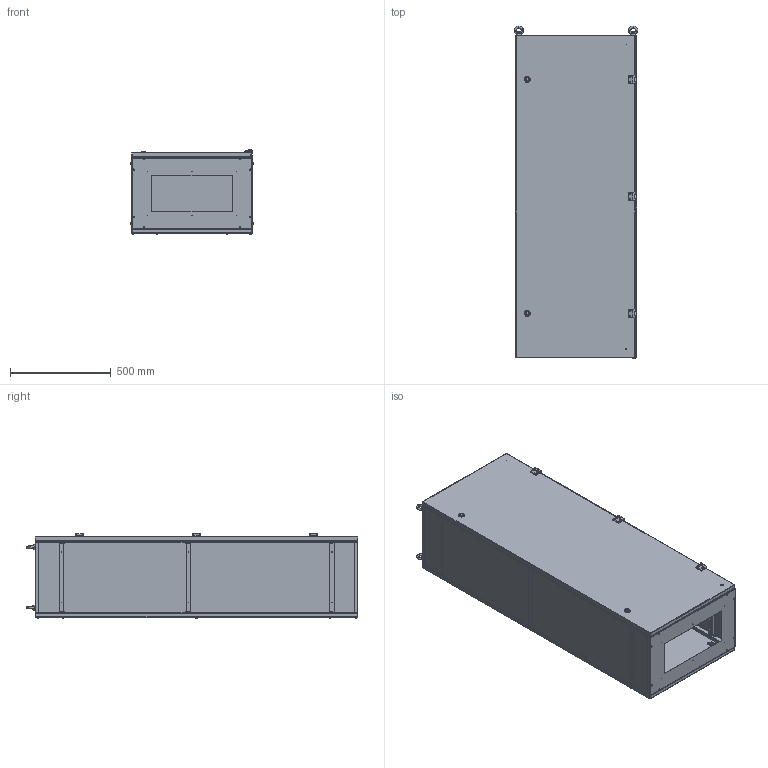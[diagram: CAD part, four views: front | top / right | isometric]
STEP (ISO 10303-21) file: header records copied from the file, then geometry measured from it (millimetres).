
FILE_DESCRIPTION (( 'STEP AP203' ), '1' );
FILE_NAME ('ÙÌÏ 1600õ600õ400 IP31.STEP', '2020-12-25T12:38:26', ( '' ), ( '' ), 'SwSTEP 2.0', 'SolidWorks 2019', '' );
FILE_SCHEMA (( 'CONFIG_CONTROL_DESIGN' ));
Length unit declared in the file: millimetre
Products named in the file (32): Çàêëåïêà ãàå÷íàÿ Ì6; Îïîðà ëåâàÿ; Êîðïóñ ïåòëè; Ñòåíêà çàäíÿÿ â ñáîðå; Äâåðü â ñáîðå; ﾄ粢; hex screw gradeab_din_DIN EN 24017 - M10 x 20-N; Ïåòëÿ óãëîâàÿ Atos MK20.5.V1.25; Ñòåíêà çàäíÿÿ; Ñòåíêà íèæíÿÿ; Ñòåíêà ëåâàÿ â ñáîðå; lifting eye nut 01_din_DIN 582-M10-N; Ñòåíêà ïðàâàÿ â ñáîðå; pan head cross recess screw_din_DIN EN ISO 7045 - M6 x 12 - Z - 12N; Îïîðà ïðàâàÿ; pan head cross recess screw_din_ISO 7045 - M6 x 30 - Z --- 30N; Ñòåíêà ëåâàÿ; ÙÌÏ 1600õ600õ400 IP31; Ñòåíêà ïðàâàÿ; øïèëüêà îáìåäíåííàÿ Ì4õ12; Êîðïóñ â ñáîðå; Îñíîâàíèå ïåòëè; hex nut style 1 gradeab_din_Hexagon Nut ISO 4032 - M4 - W - N; plain washer grade a_din_Washer DIN 125 - A 10.5; Øïèëüêà ïðèâàðíàÿ Ì6õ16; Çàìîê IP54 ðèãåëü 7 ìì; Ñòåíêà çàäíÿÿ ÑÁ (ïðèñòðåëêà); hex flange nut_din_Hexagon Flange Nut DIN 6923 - M6 - N; Ñòåíêà âåðõíÿÿ; Z-ïðîôèëü
Assembly tree (86 placements, depth 4):
  ÙÌÏ 1600õ600õ400 IP31
    Êîðïóñ â ñáîðå
      Ñòåíêà ëåâàÿ â ñáîðå
        Ñòåíêà ëåâàÿ
        Z-ïðîôèëü  x3
      Ñòåíêà ïðàâàÿ â ñáîðå
        Ñòåíêà ïðàâàÿ
        Z-ïðîôèëü  x3
        Øïèëüêà ïðèâàðíàÿ Ì6õ16
      Ñòåíêà âåðõíÿÿ
      Ñòåíêà íèæíÿÿ
      Çàêëåïêà ãàå÷íàÿ Ì6  x10
    Ñòåíêà çàäíÿÿ â ñáîðå
      Ñòåíêà çàäíÿÿ ÑÁ (ïðèñòðåëêà)
        Ñòåíêà çàäíÿÿ
        øïèëüêà îáìåäíåííàÿ Ì4õ12  x4
      Îïîðà ïðàâàÿ
      Îïîðà ëåâàÿ
      hex nut style 1 gradeab_din_Hexagon Nut ISO 4032 - M4 - W - N  x4
    Äâåðü â ñáîðå
      ﾄ粢
      Øïèëüêà ïðèâàðíàÿ Ì6õ16
      Çàìîê IP54 ðèãåëü 7 ìì  x2
      Ïåòëÿ óãëîâàÿ Atos MK20.5.V1.25
        Îñíîâàíèå ïåòëè
        Êîðïóñ ïåòëè
        pan head cross recess screw_din_DIN EN ISO 7045 - M6 x 12 - Z - 12N  x2
      Ïåòëÿ óãëîâàÿ Atos MK20.5.V1.25
        Îñíîâàíèå ïåòëè
        Êîðïóñ ïåòëè
        pan head cross recess screw_din_DIN EN ISO 7045 - M6 x 12 - Z - 12N  x2
      Ïåòëÿ óãëîâàÿ Atos MK20.5.V1.25
        Îñíîâàíèå ïåòëè
        Êîðïóñ ïåòëè
        pan head cross recess screw_din_DIN EN ISO 7045 - M6 x 12 - Z - 12N  x2
    pan head cross recess screw_din_ISO 7045 - M6 x 30 - Z --- 30N  x10
    hex flange nut_din_Hexagon Flange Nut DIN 6923 - M6 - N  x7
    lifting eye nut 01_din_DIN 582-M10-N  x4
    plain washer grade a_din_Washer DIN 125 - A 10.5  x4
    hex screw gradeab_din_DIN EN 24017 - M10 x 20-N  x4
Bounding box: 611.63 x 1644.99 x 416.98 mm (x, y, z)
Volume: 6247933.1 mm3; surface area: 8272079.2 mm2
Topology: 89 solids, 89 shells, 3602 faces, 8914 edges, 5491 vertices
Faces by surface type: plane 1540, cylinder 1334, cone 412, torus 158, bspline 122, sphere 36
Entity records: 49825 total; most frequent: CARTESIAN_POINT 14951, DIRECTION 6425, ORIENTED_EDGE 6142, EDGE_CURVE 3071, AXIS2_PLACEMENT_3D 2360, VERTEX_POINT 1884, VECTOR 1705, LINE 1705
